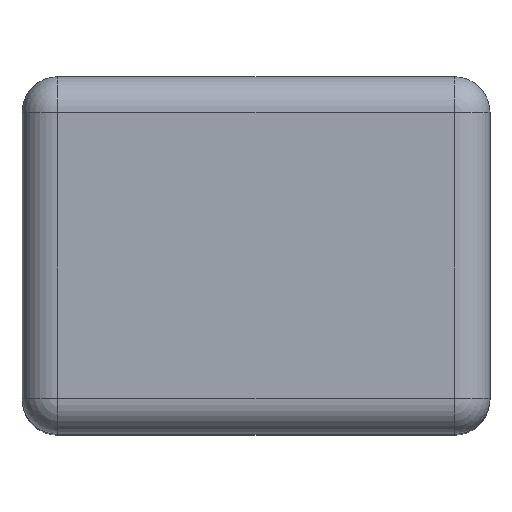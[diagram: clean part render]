
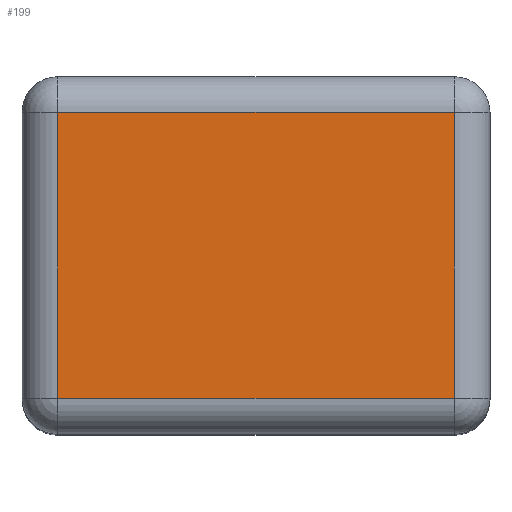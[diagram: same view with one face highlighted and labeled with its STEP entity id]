
A CAD part, top view. The second image highlights one B-rep face of the part: STEP entity #199.
In plain terms, the highlighted planar face has unit normal (0, 0, 1).
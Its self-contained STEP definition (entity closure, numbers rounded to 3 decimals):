
#13=DIRECTION('',(0.,0.,1.));
#34=VECTOR('',#35,1.);
#35=DIRECTION('',(0.,1.,0.));
#46=DIRECTION('',(1.,0.,0.));
#78=VERTEX_POINT('',#79);
#79=CARTESIAN_POINT('',(-0.55,-2.2,9.));
#87=VERTEX_POINT('',#88);
#88=CARTESIAN_POINT('',(-0.55,2.2,9.));
#92=ORIENTED_EDGE('',*,*,#93,.F.);
#93=EDGE_CURVE('',#78,#87,#94,.T.);
#94=LINE('',#79,#34);
#106=VECTOR('',#46,1.);
#191=VECTOR('',#192,1.);
#192=DIRECTION('',(-1.,-0.,-0.));
#199=ADVANCED_FACE('',(#200),#217,.T.);
#200=FACE_BOUND('',#201,.T.);
#201=EDGE_LOOP('',(#202,#207,#214,#92));
#202=ORIENTED_EDGE('',*,*,#203,.F.);
#203=EDGE_CURVE('',#204,#78,#206,.T.);
#204=VERTEX_POINT('',#205);
#205=CARTESIAN_POINT('',(5.55,-2.2,9.));
#206=LINE('',#205,#191);
#207=ORIENTED_EDGE('',*,*,#208,.F.);
#208=EDGE_CURVE('',#209,#204,#211,.T.);
#209=VERTEX_POINT('',#210);
#210=CARTESIAN_POINT('',(5.55,2.2,9.));
#211=LINE('',#210,#212);
#212=VECTOR('',#213,1.);
#213=DIRECTION('',(-0.,-1.,-0.));
#214=ORIENTED_EDGE('',*,*,#215,.F.);
#215=EDGE_CURVE('',#87,#209,#216,.T.);
#216=LINE('',#88,#106);
#217=PLANE('',#218);
#218=AXIS2_PLACEMENT_3D('',#219,#13,#46);
#219=CARTESIAN_POINT('',(-1.1,-2.75,9.));
